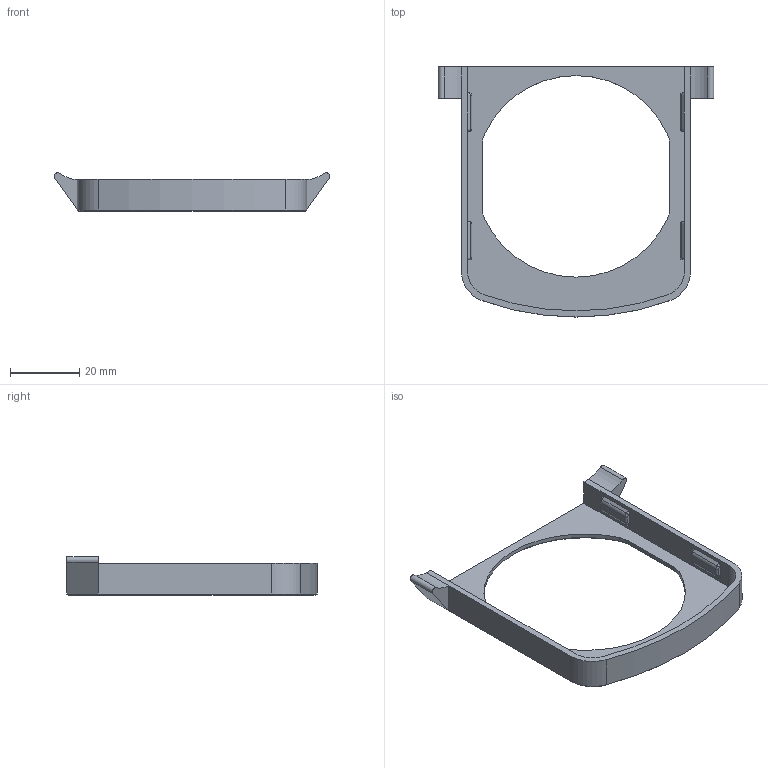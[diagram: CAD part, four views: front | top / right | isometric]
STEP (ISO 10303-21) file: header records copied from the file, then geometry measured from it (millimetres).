
FILE_DESCRIPTION(('FreeCAD Model'),'2;1');
FILE_NAME('Open CASCADE Shape Model','2024-11-13T18:12:14',(''),(''), 'Open CASCADE STEP processor 7.7','FreeCAD','Unknown');
FILE_SCHEMA(('AUTOMOTIVE_DESIGN { 1 0 10303 214 1 1 1 1 }'));
Length unit declared in the file: millimetre
Products named in the file (1): 6-Polarizer-Hood
Bounding box: 79.24 x 72 x 11.17 mm (x, y, z)
Volume: 6604.4 mm3; surface area: 7940.2 mm2
Topology: 1 solids, 1 shells, 115 faces, 282 edges, 173 vertices
Faces by surface type: cylinder 48, plane 39, torus 16, cone 12
Entity records: 3416 total; most frequent: DIRECTION 646, CARTESIAN_POINT 571, ORIENTED_EDGE 564, EDGE_CURVE 282, AXIS2_PLACEMENT_3D 248, VERTEX_POINT 173, LINE 150, VECTOR 150
